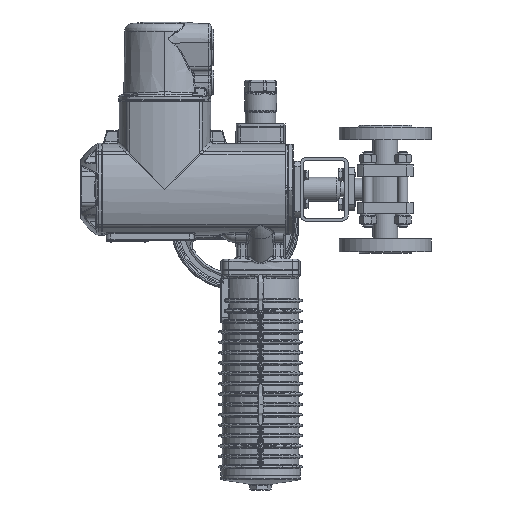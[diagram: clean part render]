
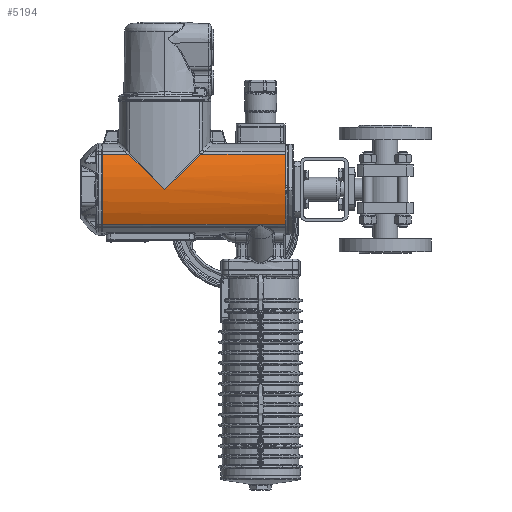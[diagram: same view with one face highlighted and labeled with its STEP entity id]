
A CAD part, left-side view. The second image highlights one B-rep face of the part: STEP entity #5194.
In plain terms, the highlighted cylindrical face has radius 100 mm (diameter 200 mm), a partial arc.
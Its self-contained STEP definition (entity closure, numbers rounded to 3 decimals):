
#5194=ADVANCED_FACE('',(#35655),#35657,.T.);
#35655=FACE_BOUND('',#35656,.T.);
#35656=EDGE_LOOP('',(#271569,#271570,#271571,#271572,#271573,#271574,#271575,#271576,
#271577,#271578,#271579));
#35657=CYLINDRICAL_SURFACE('',#35658,100.);
#35658=AXIS2_PLACEMENT_3D('',#35659,#35660,#35661);
#35659=CARTESIAN_POINT('',(42.5,354.2,0.));
#35660=DIRECTION('',(0.,-1.,0.));
#35661=DIRECTION('',(0.,0.,-1.));
#271569=ORIENTED_EDGE('',*,*,#283746,.F.);
#271570=ORIENTED_EDGE('',*,*,#283747,.T.);
#271571=ORIENTED_EDGE('',*,*,#283748,.T.);
#271572=ORIENTED_EDGE('',*,*,#283720,.F.);
#271573=ORIENTED_EDGE('',*,*,#283689,.F.);
#271574=ORIENTED_EDGE('',*,*,#283712,.F.);
#271575=ORIENTED_EDGE('',*,*,#283709,.F.);
#271576=ORIENTED_EDGE('',*,*,#283728,.F.);
#271577=ORIENTED_EDGE('',*,*,#283749,.F.);
#271578=ORIENTED_EDGE('',*,*,#283750,.T.);
#271579=ORIENTED_EDGE('',*,*,#283751,.T.);
#283689=EDGE_CURVE('',#291229,#291231,#291232,.T.);
#283709=EDGE_CURVE('',#291258,#291261,#291262,.T.);
#283712=EDGE_CURVE('',#291261,#291229,#291265,.T.);
#283720=EDGE_CURVE('',#291231,#291279,#291280,.T.);
#283728=EDGE_CURVE('',#291293,#291258,#291294,.T.);
#283746=EDGE_CURVE('',#291324,#291325,#291326,.T.);
#283747=EDGE_CURVE('',#291324,#291327,#291328,.T.);
#283748=EDGE_CURVE('',#291327,#291279,#291329,.T.);
#283749=EDGE_CURVE('',#291330,#291293,#291331,.T.);
#283750=EDGE_CURVE('',#291330,#291332,#291333,.T.);
#283751=EDGE_CURVE('',#291332,#291325,#291334,.T.);
#291229=VERTEX_POINT('',#311295);
#291231=VERTEX_POINT('',#311300);
#291232=CIRCLE('',#311301,100.);
#291258=VERTEX_POINT('',#311412);
#291261=VERTEX_POINT('',#311421);
#291262=CIRCLE('',#311422,100.);
#291265=CIRCLE('',#311434,100.);
#291279=VERTEX_POINT('',#311472);
#291280=CIRCLE('',#311473,100.);
#291293=VERTEX_POINT('',#311510);
#291294=CIRCLE('',#311511,100.);
#291324=VERTEX_POINT('',#311639);
#291325=VERTEX_POINT('',#311640);
#291326=LINE('',#311641,#311642);
#291327=VERTEX_POINT('',#311644);
#291328=CIRCLE('',#311645,100.);
#291329=LINE('',#311649,#311650);
#291330=VERTEX_POINT('',#311652);
#291331=LINE('',#311653,#311654);
#291332=VERTEX_POINT('',#311656);
#291333=(BOUNDED_CURVE()B_SPLINE_CURVE(3,
(#311657,#311658,#311659,#311660),
.UNSPECIFIED.,.F.,.F.)B_SPLINE_CURVE_WITH_KNOTS((4,4),
(0.,1.),
.UNSPECIFIED.)CURVE()GEOMETRIC_REPRESENTATION_ITEM()RATIONAL_B_SPLINE_CURVE((1.,
0.983,0.983,1.))REPRESENTATION_ITEM(''));
#291334=(BOUNDED_CURVE()B_SPLINE_CURVE(3,
(#311661,#311662,#311663,#311664),
.UNSPECIFIED.,.F.,.F.)B_SPLINE_CURVE_WITH_KNOTS((4,4),
(0.,1.),
.UNSPECIFIED.)CURVE()GEOMETRIC_REPRESENTATION_ITEM()RATIONAL_B_SPLINE_CURVE((1.,
0.983,0.983,1.))REPRESENTATION_ITEM(''));
#311295=CARTESIAN_POINT('',(-57.457,125.,-2.93));
#311300=CARTESIAN_POINT('',(-57.337,125.,-5.706));
#311301=AXIS2_PLACEMENT_3D('',#311302,#311303,#311304);
#311302=CARTESIAN_POINT('',(42.5,125.,0.));
#311303=DIRECTION('',(0.,-1.,0.));
#311304=DIRECTION('',(-1.,0.,-0.029));
#311412=CARTESIAN_POINT('',(-57.337,125.,5.706));
#311421=CARTESIAN_POINT('',(-57.457,125.,2.93));
#311422=AXIS2_PLACEMENT_3D('',#311423,#311424,#311425);
#311423=CARTESIAN_POINT('',(42.5,125.,0.));
#311424=DIRECTION('',(0.,-1.,0.));
#311425=DIRECTION('',(-0.998,0.,0.057));
#311434=AXIS2_PLACEMENT_3D('',#311435,#311436,#311437);
#311435=CARTESIAN_POINT('',(42.5,125.,0.));
#311436=DIRECTION('',(0.,-1.,0.));
#311437=DIRECTION('',(-1.,0.,0.029));
#311472=CARTESIAN_POINT('',(-47.348,125.,-43.902));
#311473=AXIS2_PLACEMENT_3D('',#311474,#311475,#311476);
#311474=CARTESIAN_POINT('',(42.5,125.,0.));
#311475=DIRECTION('',(0.,-1.,0.));
#311476=DIRECTION('',(-0.998,0.,-0.057));
#311510=CARTESIAN_POINT('',(-47.348,125.,43.902));
#311511=AXIS2_PLACEMENT_3D('',#311512,#311513,#311514);
#311512=CARTESIAN_POINT('',(42.5,125.,0.));
#311513=DIRECTION('',(0.,-1.,0.));
#311514=DIRECTION('',(-0.898,0.,0.439));
#311639=CARTESIAN_POINT('',(-47.348,353.8,43.902));
#311640=CARTESIAN_POINT('',(-47.348,321.219,43.902));
#311641=CARTESIAN_POINT('',(-47.348,353.8,43.902));
#311642=VECTOR('',#311643,1.);
#311643=DIRECTION('',(0.,-1.,0.));
#311644=CARTESIAN_POINT('',(-47.348,353.8,-43.902));
#311645=AXIS2_PLACEMENT_3D('',#311646,#311647,#311648);
#311646=CARTESIAN_POINT('',(42.5,353.8,0.));
#311647=DIRECTION('',(0.,-1.,0.));
#311648=DIRECTION('',(-0.898,0.,0.439));
#311649=CARTESIAN_POINT('',(-47.348,353.8,-43.902));
#311650=VECTOR('',#311651,1.);
#311651=DIRECTION('',(0.,-1.,0.));
#311652=CARTESIAN_POINT('',(-47.348,230.781,43.902));
#311653=CARTESIAN_POINT('',(-47.348,230.781,43.902));
#311654=VECTOR('',#311655,1.);
#311655=DIRECTION('',(0.,-1.,0.));
#311656=CARTESIAN_POINT('',(-57.5,276.,0.));
#311657=CARTESIAN_POINT('',(-47.348,230.781,43.902));
#311658=CARTESIAN_POINT('',(-54.057,244.924,30.171));
#311659=CARTESIAN_POINT('',(-57.5,260.259,15.282));
#311660=CARTESIAN_POINT('',(-57.5,276.,0.));
#311661=CARTESIAN_POINT('',(-57.5,276.,0.));
#311662=CARTESIAN_POINT('',(-57.5,291.741,15.282));
#311663=CARTESIAN_POINT('',(-54.057,307.076,30.171));
#311664=CARTESIAN_POINT('',(-47.348,321.219,43.902));
